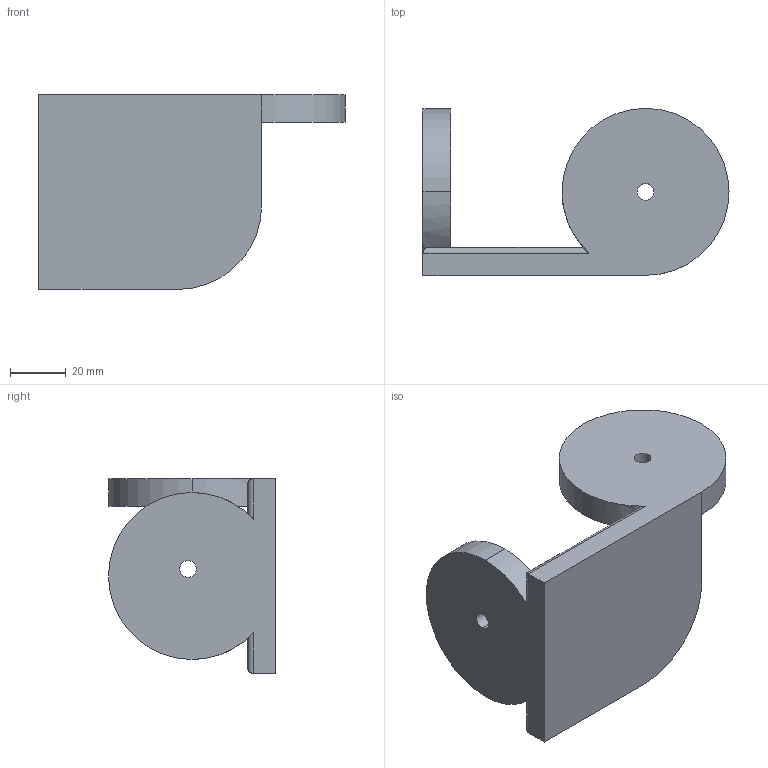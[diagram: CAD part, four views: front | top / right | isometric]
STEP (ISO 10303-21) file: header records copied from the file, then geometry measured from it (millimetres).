
FILE_DESCRIPTION (( 'STEP AP214' ), '1' );
FILE_NAME ('link_3new.STEP', '2021-01-25T00:57:12', ( '' ), ( '' ), 'SwSTEP 2.0', 'SolidWorks 2017', '' );
FILE_SCHEMA (( 'AUTOMOTIVE_DESIGN' ));
Length unit declared in the file: millimetre
Products named in the file (1): link_3new
Bounding box: 110 x 60 x 70 mm (x, y, z)
Volume: 104793.2 mm3; surface area: 26903.8 mm2
Topology: 1 solids, 1 shells, 57 faces, 144 edges, 81 vertices
Faces by surface type: cylinder 32, cone 16, plane 8, torus 1
Entity records: 2298 total; most frequent: CARTESIAN_POINT 312, DIRECTION 297, ORIENTED_EDGE 256, EDGE_CURVE 128, AXIS2_PLACEMENT_3D 116, VERTEX_POINT 81, EDGE_LOOP 69, VECTOR 65
